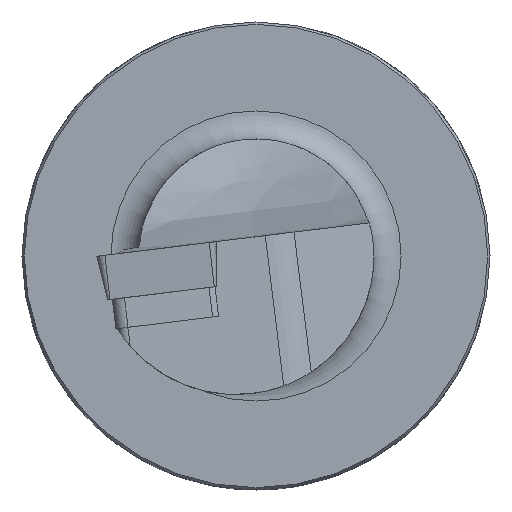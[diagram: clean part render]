
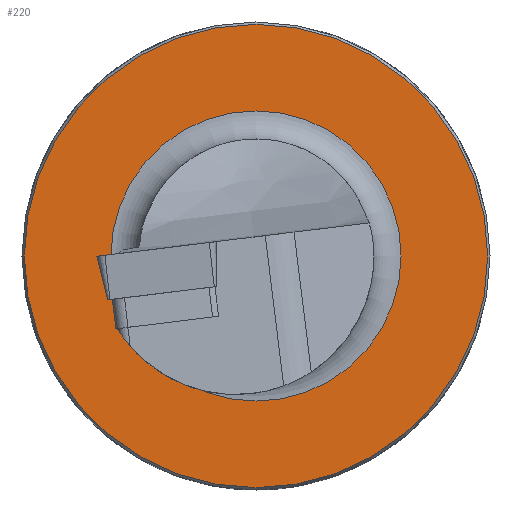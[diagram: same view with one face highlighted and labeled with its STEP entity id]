
A CAD part, left-side view. The second image highlights one B-rep face of the part: STEP entity #220.
In plain terms, the highlighted planar face has unit normal (-1, 0, 0).
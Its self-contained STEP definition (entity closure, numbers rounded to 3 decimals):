
#144=PLANE('',#1224);
#181=FACE_BOUND('',#364,.T.);
#182=FACE_BOUND('',#365,.T.);
#220=ADVANCED_FACE('',(#181,#182),#144,.F.);
#364=EDGE_LOOP('',(#687));
#365=EDGE_LOOP('',(#688));
#687=ORIENTED_EDGE('',*,*,#1038,.F.);
#688=ORIENTED_EDGE('',*,*,#1040,.F.);
#924=VERTEX_POINT('',#2632);
#926=VERTEX_POINT('',#2638);
#1038=EDGE_CURVE('',#924,#924,#1144,.T.);
#1040=EDGE_CURVE('',#926,#926,#1146,.T.);
#1144=CIRCLE('',#1219,15.5);
#1146=CIRCLE('',#1223,24.75);
#1219=AXIS2_PLACEMENT_3D('',#2631,#1385,#1386);
#1223=AXIS2_PLACEMENT_3D('',#2637,#1393,#1394);
#1224=AXIS2_PLACEMENT_3D('',#2639,#1395,#1396);
#1385=DIRECTION('',(-1.,0.,0.));
#1386=DIRECTION('',(0.,0.,-1.));
#1393=DIRECTION('',(1.,0.,0.));
#1394=DIRECTION('',(0.,0.,-1.));
#1395=DIRECTION('',(1.,0.,0.));
#1396=DIRECTION('',(0.,0.,-1.));
#2631=CARTESIAN_POINT('',(70.,0.,0.));
#2632=CARTESIAN_POINT('',(70.,0.,-15.5));
#2637=CARTESIAN_POINT('',(70.,0.,0.));
#2638=CARTESIAN_POINT('',(70.,0.,-24.75));
#2639=CARTESIAN_POINT('',(70.,-24.5,0.));
